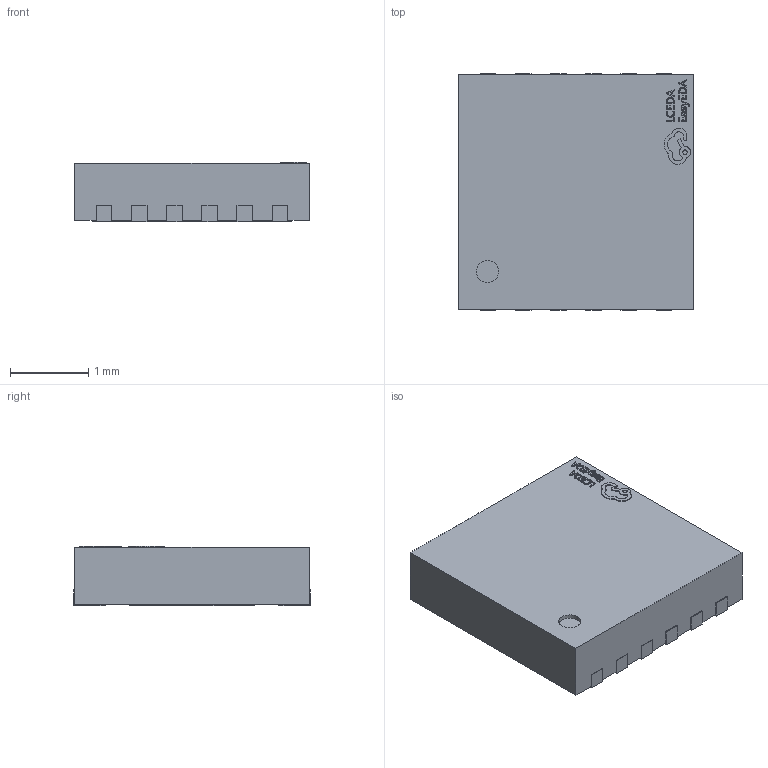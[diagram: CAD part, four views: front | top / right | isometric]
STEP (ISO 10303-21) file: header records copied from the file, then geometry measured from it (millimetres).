
FILE_DESCRIPTION (( 'STEP AP214' ), '1' );
FILE_NAME ('DFN-12_L3.0-W3.0-P0.45-BL-EP2.5.step', '2022-06-30T13:05:38', ( '' ), ( '' ), 'SwSTEP 2.0', 'SolidWorks 2020', '' );
FILE_SCHEMA (( 'AUTOMOTIVE_DESIGN' ));
Length unit declared in the file: millimetre
Products named in the file (1): DFN-12_L3.0-W3.0-P0.45-BL-EP2.5
Bounding box: 3 x 3.02 x 0.76 mm (x, y, z)
Volume: 6.7 mm3; surface area: 27.6 mm2
Topology: 1 solids, 1 shells, 393 faces, 1089 edges, 726 vertices
Faces by surface type: plane 255, bspline 114, cylinder 24
Entity records: 17743 total; most frequent: CARTESIAN_POINT 4156, ORIENTED_EDGE 2178, DIRECTION 1422, EDGE_CURVE 1089, LINE 766, VECTOR 766, VERTEX_POINT 726, EDGE_LOOP 421
